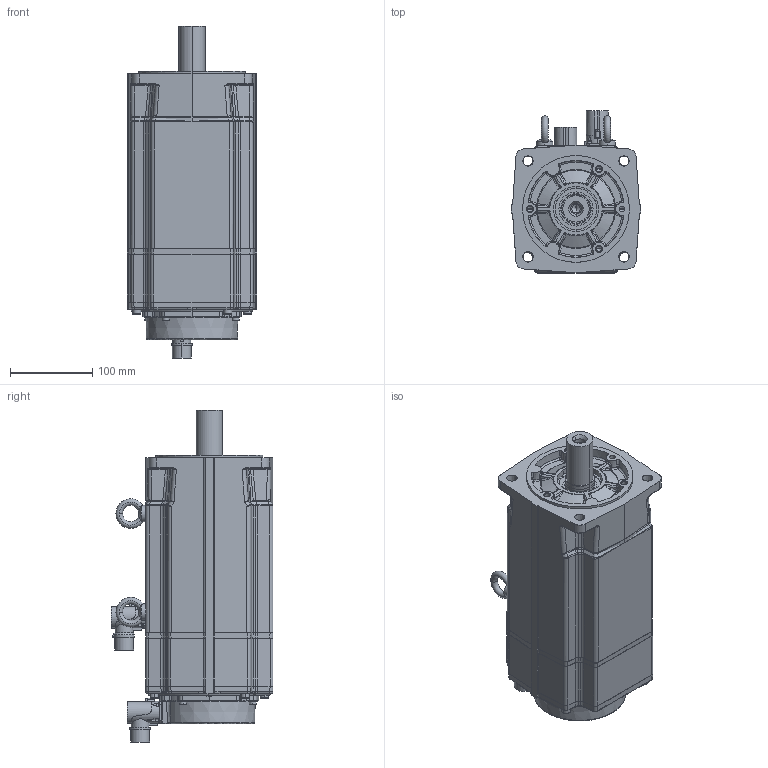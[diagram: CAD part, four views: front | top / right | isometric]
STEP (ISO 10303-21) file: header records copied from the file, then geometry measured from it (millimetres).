
FILE_DESCRIPTION((''),'2;1');
FILE_NAME('NX840EAR7300_SW0001','2004-06-24T',('pr1'),(''),'PRO/ENGINEER BY PARAMETRIC TECHNOLOGY CORPORATION, 2001500','PRO/ENGINEER BY PARAMETRIC TECHNOLOGY CORPORATION, 2001500','');
FILE_SCHEMA(('CONFIG_CONTROL_DESIGN'));
Products named in the file (1): NX840EAR7300_SW0001
Bounding box: 157 x 197 x 403.9 mm (x, y, z)
Volume: 6432105.3 mm3; surface area: 266419.7 mm2
Topology: 1 solids, 1 shells, 2480 faces, 6281 edges, 3869 vertices
Faces by surface type: plane 1098, cylinder 520, bspline 479, cone 235, torus 126, sphere 22
Entity records: 101209 total; most frequent: CARTESIAN_POINT 45530, ORIENTED_EDGE 12458, DIRECTION 10304, EDGE_CURVE 6229, VERTEX_POINT 3869, AXIS2_PLACEMENT_3D 3493, VECTOR 3318, LINE 3318
